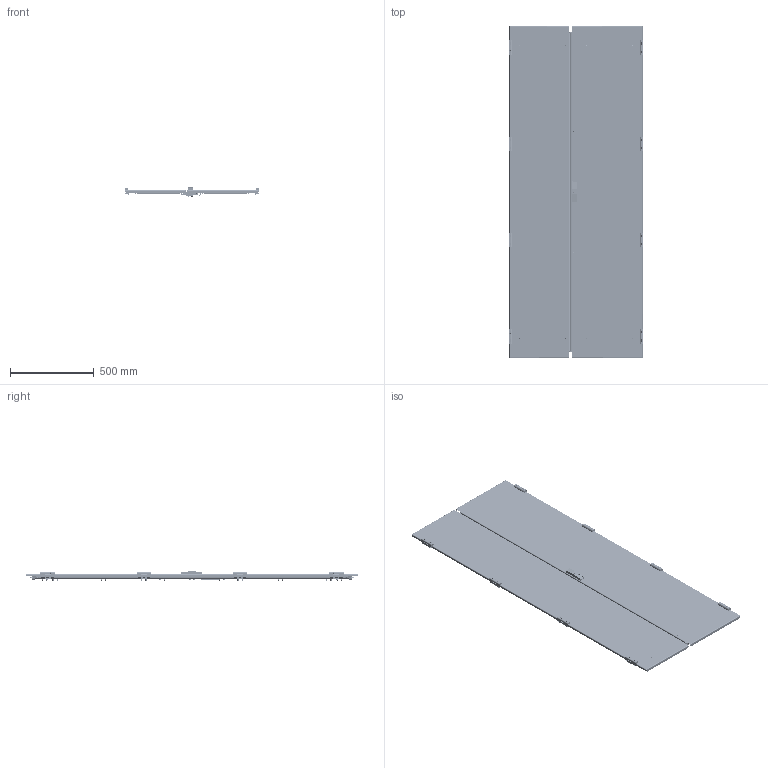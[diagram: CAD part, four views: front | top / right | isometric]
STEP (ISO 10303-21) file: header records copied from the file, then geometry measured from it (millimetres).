
FILE_DESCRIPTION (( 'STEP AP203' ), '1' );
FILE_NAME ('UR88305208001 Äâåðü ãëóõàÿ äâóõñòâîð÷àòàÿ RS52 200.80 ÍÏ ÍÇÌ (000.801.688).STEP', '2022-04-11T11:55:50', ( '' ), ( '' ), 'SwSTEP 2.0', 'SolidWorks 2017', '' );
FILE_SCHEMA (( 'CONFIG_CONTROL_DESIGN' ));
Length unit declared in the file: millimetre
Products named in the file (61): Óïëîòíèòåëü ÏÏÓ äëÿ äâåðè ïðàâîé LC3_12 (200å40); 016-95 Øòûðü ïåòëè íàðóæíîé LC3; Øïèëüêà ðåçüáîâàÿ ñ î÷èñòêîé îò êðàñêè_Œ6å12; 000.231.065 Ðàìà óñèëèâàþùàÿ RS52_16 (200.40); Óïëîòíèòåëü ÏÏÓ äëÿ äâåðè ëåâîé LC3_12 (200å40); 037-53 Âíóòðåííÿÿ ÷àñòü ïåòëè íàðóæíîé; 040-172 Ïëàíêà çàïîðíàÿ_00; Çàêëåïêà òÿãîâàÿ ãëóõàÿ_4,8å12_6¬¬; Âèíò DIN 7500 C TORX_Œ5å12; 000.800.124 Ìåõàíèçì çàïîðíûé äâóõñòâîð÷àòîé äâåðè RS52_00 (200); 028-132 Òÿãà ïëîñêàÿ_00 (¢¥àå­ïï); 000.800.123 Ìåõàíèçì çàïîðíûé RS52_‡ ªàëâ®; Óïëîòíèòåëü òèï Å äâåðè ëåâîé RS52; 037-54 Âíåøíÿÿ ÷àñòü ïåòëè íàðóæíîé; Øïèëüêà çàçåìëåíèÿ CKF CS_Œ6å16; 嵑殧趌6402_5; 000.800.075 Ïåòëÿ íàðóæíàÿ LC3_‡ ªàëâ®; 048-07 Ïðóæèíà ïåòëè íàðóæíîé çàæèìíàÿ; Âèíò DIN 7984 TORX_Œ5å10; 000.800.086 Ïëàíêà çàïîðíàÿ LC3_03 (200.00); 028-98 Ñêîáà; 000.203.350 Äâåðü ëåâàÿ RS52 200.00 ÍÏ ÍÌÇ_(220å80); 000.203.351 Äâåðü ïðàâàÿ RS52 200.00 ÍÏ ÍÌÇ_220x80; Âèíò ISO 10642 TX_Œ5å16; 000.800.087 Ïëàíêà çàïîðíàÿ LC3_03 (200.00); 嵑殧趌11371_5; 012-2137 Ïàíåëü äâåðè ëåâîé RS52 200.00 ÍÏ ÍÌÇ_00 (200å80); 028-135 Ñêîáà; Çàêëåïêà ðåçüáîâàÿ óìåíüøåííûé áîðòèê øåñòèãðàííàÿ_Œ5å14; UR88305208001 Äâåðü ãëóõàÿ äâóõñòâîð÷àòàÿ RS52 200.80 ÍÏ ÍÇÌ (000.801.688); 054-264 栺鍣罻 襠_04; Óïëîòíèòåëü PS-019 (16x5) óïîðà äâåðè RS52; 024-453 砑僔蠂縺; 028-149 Ðû÷àã íîâûé; 050-61 鎗鵻罻; 029-456 Ñîåäèíèòåëü óãëîâîé ðàìêè äâåðè RS52 ÃË; 054-265 砐櫇謥玁縺 襠_00; 000.210.654 Îñíîâàíèå äâåðè ïðàâîé RS52 200.00 ÍÏ ÍÌÇ_220å80; 000.169.194 Óïîð äâåðè; Âèíò ISO 10642 TX_Œ5å10 ...
Assembly tree (279 placements, depth 5):
  UR88305208001 Äâåðü ãëóõàÿ äâóõñòâîð÷àòàÿ RS52 200.80 ÍÏ ÍÇÌ (000.801.688)
    000.169.195 Óïîð äâåðè  x2
      000.169.194 Óïîð äâåðè
        024-453 砑僔蠂縺
        040-228 Ñêîáà
      Óïëîòíèòåëü PS-019 (16x5) óïîðà äâåðè RS52
    Âèíò DIN 7500 C TORX_Œ5å12  x4
    Âèíò ISO 10642 TX_Œ5å16  x16
    000.800.075 Ïåòëÿ íàðóæíàÿ LC3_‡ ªàëâ®  x8
      037-53 Âíóòðåííÿÿ ÷àñòü ïåòëè íàðóæíîé
      037-54 Âíåøíÿÿ ÷àñòü ïåòëè íàðóæíîé
      048-07 Ïðóæèíà ïåòëè íàðóæíîé çàæèìíàÿ
      016-95 Øòûðü ïåòëè íàðóæíîé LC3
    Âèíò DIN 7984 TORX_Œ5å10  x16
    000.203.350 Äâåðü ëåâàÿ RS52 200.00 ÍÏ ÍÌÇ_(220å80)
      000.210.653 Îñíîâàíèå äâåðè ëåâîé RS52 200.00 ÍÏ ÍÌÇ_220å80
        012-2137 Ïàíåëü äâåðè ëåâîé RS52 200.00 ÍÏ ÍÌÇ_00 (200å80)
        Øïèëüêà ðåçüáîâàÿ Ì6_Œ5å12  x24
        Øïèëüêà çàçåìëåíèÿ CKF CS_Œ6å16  x2
      000.231.065 Ðàìà óñèëèâàþùàÿ RS52_16 (200.40)
        Âèíò DIN 7500 C TORX_Œ5å16  x8
        054-265 砐櫇謥玁縺 襠_00  x2
        054-264 栺鍣罻 襠_04  x2
        029-456 Ñîåäèíèòåëü óãëîâîé ðàìêè äâåðè RS52 ÃË  x4
      Ãàéêà Ýðèêñîíà Ì5 ñ ïëîñêîé ãîëîâêîé  x10
      Óïëîòíèòåëü ÏÏÓ äëÿ äâåðè ëåâîé LC3_12 (200å40)
      028-135 Ñêîáà  x4
      Çàêëåïêà ðåçüáîâàÿ óìåíüøåííûé áîðòèê øåñòèãðàííàÿ_Œ5å14  x8
      Âèíò ISO 10642 TX_Œ5å16  x8
      Óïëîòíèòåëü òèï Å äâåðè ëåâîé RS52  x2
      000.169.189 Êðîíøòåéí â ñáîðå  x6
        026-877 赶鎀鍧
        Øïèëüêà ðåçüáîâàÿ ñ î÷èñòêîé îò êðàñêè_Œ6å12
      Ãàéêà øåñòèãðàííàÿ âûñîêàÿ ñàìîñòîïîðÿùàÿñÿ ñ ôëàíöåì ÃÎÑÒ ISO 7043_Œ6  x6
      蹴濋趌5915_M5  x14
      嵑殧趌11371_5  x15
      嵑殧趌6402_5  x14
      Øàéáà 6402 Ò_Œ6  x6
      050-61 鎗鵻罻  x6
      000.800.124 Ìåõàíèçì çàïîðíûé äâóõñòâîð÷àòîé äâåðè RS52_00 (200)
        028-142 ﾒ聰_00  x2
        000.800.123 Ìåõàíèçì çàïîðíûé RS52_‡ ªàëâ®
          028-132 Òÿãà ïëîñêàÿ_00 (¢¥àå­ïï)
          028-132 Òÿãà ïëîñêàÿ_01 (­¨¦­ïï)
          064-14 ﾘ琺矜  x3
          Çàêëåïêà òÿãîâàÿ ãëóõàÿ_4,8å12_6¬¬  x3
          026-790 Óãîëîê çàïîðíîãî ìåõàíèçìà
          028-149 Ðû÷àã íîâûé
        Çàêëåïêà òÿãîâàÿ ãëóõàÿ_4,8å10_5¬¬  x2
        嵑殧趌11371_5  x2
    000.203.351 Äâåðü ïðàâàÿ RS52 200.00 ÍÏ ÍÌÇ_220x80
      000.210.654 Îñíîâàíèå äâåðè ïðàâîé RS52 200.00 ÍÏ ÍÌÇ_220å80
        012-2138 Ïàíåëü äâåðè ïðàâîé RS52 200.00 ÍÏ ÍÌÇ_220x80
        Øïèëüêà ðåçüáîâàÿ Ì6_Œ5å12  x10
        Øïèëüêà çàçåìëåíèÿ CKF CS_Œ6å16  x2
        Øïèëüêà ðåçüáîâàÿ Ì6_Œ6å12  x6
      MS896 Çàìîê-íàêëàäêà îñíîâíàÿ äëÿ LC_‡ ªàëâ®
      Âèíò ISO 10642 TX_Œ5å10  x2
      040-172 Ïëàíêà çàïîðíàÿ_00
      000.800.086 Ïëàíêà çàïîðíàÿ LC3_03 (200.00)
Bounding box: 805 x 1984 x 55 mm (x, y, z)
Volume: 5359731.3 mm3; surface area: 5393951.8 mm2
Topology: 334 solids, 338 shells, 11294 faces, 28391 edges, 17753 vertices
Faces by surface type: cylinder 4780, plane 4396, cone 1064, torus 596, bspline 408, sphere 50
Entity records: 93200 total; most frequent: CARTESIAN_POINT 19808, DIRECTION 13565, ORIENTED_EDGE 12084, EDGE_CURVE 6045, AXIS2_PLACEMENT_3D 5159, VERTEX_POINT 3764, VECTOR 3247, LINE 3247
